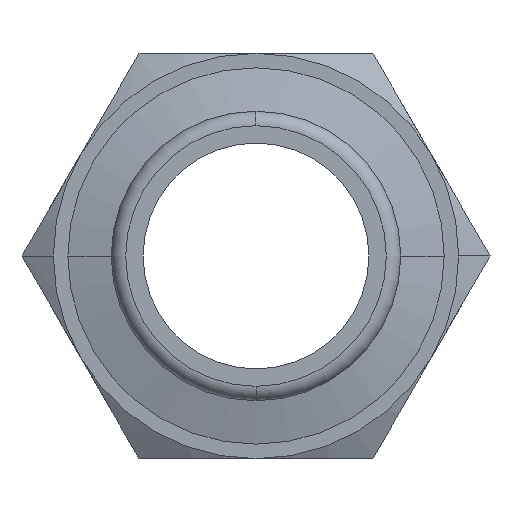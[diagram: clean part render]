
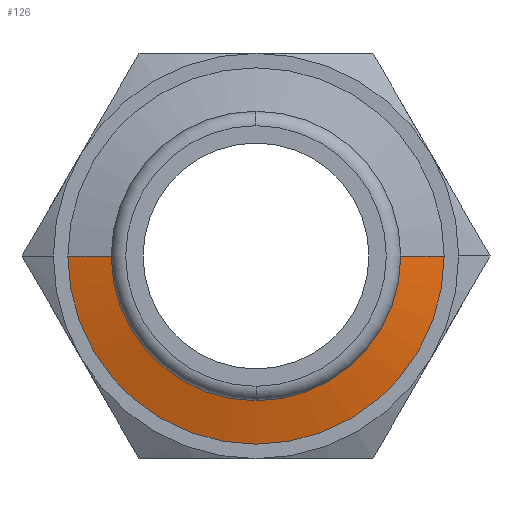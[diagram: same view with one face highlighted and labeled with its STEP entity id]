
A CAD part, front view. The second image highlights one B-rep face of the part: STEP entity #126.
In plain terms, the highlighted conical face has half-angle 75 degrees and reference radius 5.75 mm.
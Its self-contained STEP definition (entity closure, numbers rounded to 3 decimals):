
#126=ADVANCED_FACE('',(#281),#282,.T.);
#281=FACE_OUTER_BOUND('',#462,.T.);
#282=CONICAL_SURFACE('',#463,5.75,1.309);
#462=EDGE_LOOP('',(#764,#765,#766,#767));
#463=AXIS2_PLACEMENT_3D('',#768,#769,#770);
#764=ORIENTED_EDGE('',*,*,#1102,.F.);
#765=ORIENTED_EDGE('',*,*,#1142,.T.);
#766=ORIENTED_EDGE('',*,*,#1103,.F.);
#767=ORIENTED_EDGE('',*,*,#1143,.F.);
#768=CARTESIAN_POINT('',(0.0,6.801,0.0));
#769=DIRECTION('',(-0.0,1.0,-0.0));
#770=DIRECTION('',(1.0,0.0,0.0));
#1102=EDGE_CURVE('',#1326,#1300,#1327,.T.);
#1103=EDGE_CURVE('',#1305,#1328,#1329,.T.);
#1142=EDGE_CURVE('',#1326,#1328,#1383,.T.);
#1143=EDGE_CURVE('',#1300,#1305,#1384,.T.);
#1300=VERTEX_POINT('',#1673);
#1305=VERTEX_POINT('',#1679);
#1326=VERTEX_POINT('',#1714);
#1327=LINE('',#1715,#1716);
#1328=VERTEX_POINT('',#1717);
#1329=LINE('',#1718,#1719);
#1383=CIRCLE('',#1878,5.0);
#1384=CIRCLE('',#1879,6.5);
#1673=CARTESIAN_POINT('',(6.5,7.002,0.0));
#1679=CARTESIAN_POINT('',(-6.5,7.002,0.));
#1714=CARTESIAN_POINT('',(5.0,6.6,0.0));
#1715=CARTESIAN_POINT('',(5.75,6.801,0.));
#1716=VECTOR('',#2109,1.0);
#1717=CARTESIAN_POINT('',(-5.0,6.6,0.));
#1718=CARTESIAN_POINT('',(-5.75,6.801,0.));
#1719=VECTOR('',#2110,1.0);
#1878=AXIS2_PLACEMENT_3D('',#2159,#2160,#2161);
#1879=AXIS2_PLACEMENT_3D('',#2162,#2163,#2164);
#2109=DIRECTION('',(0.966,0.259,0.));
#2110=DIRECTION('',(0.966,-0.259,0.));
#2159=CARTESIAN_POINT('',(0.0,6.6,0.0));
#2160=DIRECTION('',(-0.0,1.0,0.0));
#2161=DIRECTION('',(1.0,0.0,0.0));
#2162=CARTESIAN_POINT('',(0.0,7.002,0.0));
#2163=DIRECTION('',(-0.0,1.0,0.0));
#2164=DIRECTION('',(1.0,0.0,0.0));
